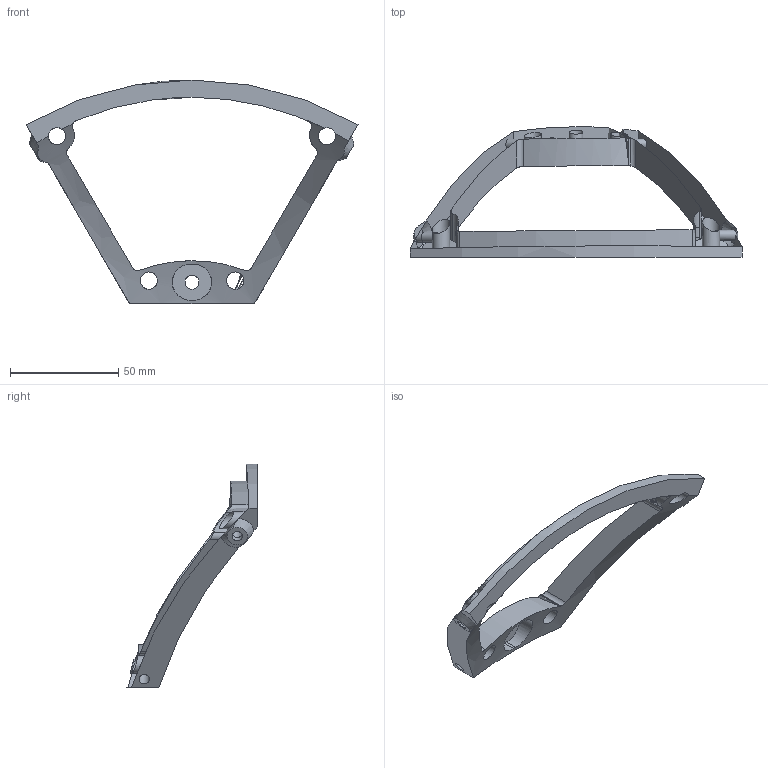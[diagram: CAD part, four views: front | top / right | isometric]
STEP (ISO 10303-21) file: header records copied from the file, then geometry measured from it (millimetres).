
FILE_DESCRIPTION(/* description */ (''),/* implementation_level */ '2;1');
FILE_NAME(/* name */ 'Top Plate v1.step',/* time_stamp */ '2022-04-06T19:48:46-04:00',/* author */ (''),/* organization */ (''),/* preprocessor_version */ 'ST-DEVELOPER v18.1',/* originating_system */ 'Autodesk Translation Framework v10.14.0.1471',/* authorisation */ '');
FILE_SCHEMA (('AUTOMOTIVE_DESIGN { 1 0 10303 214 3 1 1 }'));
Length unit declared in the file: inch
Products named in the file (1): Top Plate
Bounding box: 153.7 x 60.55 x 103.7 mm (x, y, z)
Volume: 42181.3 mm3; surface area: 19073.6 mm2
Topology: 1 solids, 1 shells, 70 faces, 270 edges, 200 vertices
Faces by surface type: cylinder 24, bspline 23, plane 21, cone 2
Full cylindrical faces by diameter (mm): 4.826 x5, 6.477 x1, 7.517 x1, 8 x4
Entity records: 5165 total; most frequent: CARTESIAN_POINT 3241, ORIENTED_EDGE 510, EDGE_CURVE 255, DIRECTION 208, VERTEX_POINT 192, B_SPLINE_CURVE_WITH_KNOTS 172, EDGE_LOOP 95, AXIS2_PLACEMENT_3D 77
